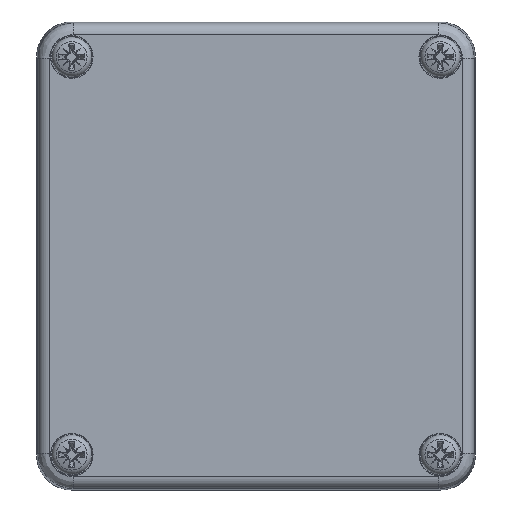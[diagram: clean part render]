
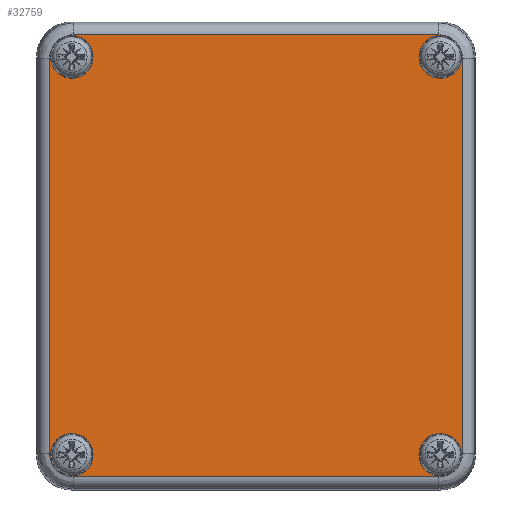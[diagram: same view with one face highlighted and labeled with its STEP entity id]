
A CAD part, top view. The second image highlights one B-rep face of the part: STEP entity #32759.
In plain terms, the highlighted face is planar.
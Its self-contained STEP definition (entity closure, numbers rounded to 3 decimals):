
#32234=CARTESIAN_POINT('',(-31.273,-37.773,-15.0));
#32235=VERTEX_POINT('',#32234);
#32243=CARTESIAN_POINT('',(31.273,-37.773,-15.0));
#32244=VERTEX_POINT('',#32243);
#32245=CARTESIAN_POINT('',(-31.273,-37.773,-15.0));
#32246=DIRECTION('',(1.0,0.0,0.0));
#32247=VECTOR('',#32246,62.547);
#32248=LINE('',#32245,#32247);
#32249=EDGE_CURVE('',#32235,#32244,#32248,.T.);
#32300=CARTESIAN_POINT('',(35.273,-33.773,-15.0));
#32301=VERTEX_POINT('',#32300);
#32319=CARTESIAN_POINT('',(31.272,-33.772,-15.0));
#32320=DIRECTION('',(0.0,0.0,1.0));
#32321=DIRECTION('',(0.707,-0.707,0.0));
#32322=AXIS2_PLACEMENT_3D('',#32319,#32320,#32321);
#32323=ELLIPSE('',#32322,4.001,4.);
#32324=EDGE_CURVE('',#32244,#32301,#32323,.T.);
#32334=CARTESIAN_POINT('',(35.273,33.773,-15.0));
#32335=VERTEX_POINT('',#32334);
#32352=CARTESIAN_POINT('',(35.273,-33.773,-15.0));
#32353=DIRECTION('',(0.0,1.0,0.0));
#32354=VECTOR('',#32353,67.547);
#32355=LINE('',#32352,#32354);
#32356=EDGE_CURVE('',#32301,#32335,#32355,.T.);
#32392=CARTESIAN_POINT('',(31.273,37.773,-15.0));
#32393=VERTEX_POINT('',#32392);
#32411=CARTESIAN_POINT('',(31.272,33.772,-15.0));
#32412=DIRECTION('',(0.0,0.0,1.0));
#32413=DIRECTION('',(0.707,0.707,0.0));
#32414=AXIS2_PLACEMENT_3D('',#32411,#32412,#32413);
#32415=ELLIPSE('',#32414,4.001,4.);
#32416=EDGE_CURVE('',#32335,#32393,#32415,.T.);
#32426=CARTESIAN_POINT('',(-31.273,37.773,-15.0));
#32427=VERTEX_POINT('',#32426);
#32444=CARTESIAN_POINT('',(31.273,37.773,-15.0));
#32445=DIRECTION('',(-1.0,0.0,0.0));
#32446=VECTOR('',#32445,62.547);
#32447=LINE('',#32444,#32446);
#32448=EDGE_CURVE('',#32393,#32427,#32447,.T.);
#32484=CARTESIAN_POINT('',(-35.273,33.773,-15.0));
#32485=VERTEX_POINT('',#32484);
#32503=CARTESIAN_POINT('',(-31.272,33.772,-15.0));
#32504=DIRECTION('',(0.0,0.0,1.0));
#32505=DIRECTION('',(-0.707,0.707,0.0));
#32506=AXIS2_PLACEMENT_3D('',#32503,#32504,#32505);
#32507=ELLIPSE('',#32506,4.001,4.);
#32508=EDGE_CURVE('',#32427,#32485,#32507,.T.);
#32518=CARTESIAN_POINT('',(-35.273,-33.773,-15.0));
#32519=VERTEX_POINT('',#32518);
#32536=CARTESIAN_POINT('',(-35.273,33.773,-15.0));
#32537=DIRECTION('',(0.0,-1.0,0.0));
#32538=VECTOR('',#32537,67.547);
#32539=LINE('',#32536,#32538);
#32540=EDGE_CURVE('',#32485,#32519,#32539,.T.);
#32585=CARTESIAN_POINT('',(-31.272,-33.772,-15.0));
#32586=DIRECTION('',(0.0,0.0,1.0));
#32587=DIRECTION('',(-0.707,-0.707,0.0));
#32588=AXIS2_PLACEMENT_3D('',#32585,#32586,#32587);
#32589=ELLIPSE('',#32588,4.001,4.);
#32590=EDGE_CURVE('',#32519,#32235,#32589,.T.);
#32700=CARTESIAN_POINT('',(0.,0.,-15.0));
#32701=DIRECTION('',(0.0,0.0,1.0));
#32702=DIRECTION('',(1.0,0.0,0.0));
#32703=AXIS2_PLACEMENT_3D('',#32700,#32701,#32702);
#32704=PLANE('',#32703);
#32705=ORIENTED_EDGE('',*,*,#32249,.F.);
#32706=ORIENTED_EDGE('',*,*,#32590,.F.);
#32707=ORIENTED_EDGE('',*,*,#32540,.F.);
#32708=ORIENTED_EDGE('',*,*,#32508,.F.);
#32709=ORIENTED_EDGE('',*,*,#32448,.F.);
#32710=ORIENTED_EDGE('',*,*,#32416,.F.);
#32711=ORIENTED_EDGE('',*,*,#32356,.F.);
#32712=ORIENTED_EDGE('',*,*,#32324,.F.);
#32713=EDGE_LOOP('',(#32705,#32706,#32707,#32708,#32709,#32710,#32711,#32712));
#32714=FACE_OUTER_BOUND('',#32713,.T.);
#32715=CARTESIAN_POINT('',(27.85,-34.,-15.0));
#32716=VERTEX_POINT('',#32715);
#32717=CARTESIAN_POINT('',(31.5,-34.,-15.0));
#32718=DIRECTION('',(0.0,0.0,1.0));
#32719=DIRECTION('',(1.0,0.0,0.0));
#32720=AXIS2_PLACEMENT_3D('',#32717,#32718,#32719);
#32721=CIRCLE('',#32720,3.65);
#32722=EDGE_CURVE('',#32716,#32716,#32721,.T.);
#32723=ORIENTED_EDGE('',*,*,#32722,.T.);
#32724=EDGE_LOOP('',(#32723));
#32725=FACE_BOUND('',#32724,.T.);
#32726=CARTESIAN_POINT('',(27.85,34.,-15.0));
#32727=VERTEX_POINT('',#32726);
#32728=CARTESIAN_POINT('',(31.5,34.,-15.0));
#32729=DIRECTION('',(0.0,0.0,1.0));
#32730=DIRECTION('',(1.0,0.0,0.0));
#32731=AXIS2_PLACEMENT_3D('',#32728,#32729,#32730);
#32732=CIRCLE('',#32731,3.65);
#32733=EDGE_CURVE('',#32727,#32727,#32732,.T.);
#32734=ORIENTED_EDGE('',*,*,#32733,.T.);
#32735=EDGE_LOOP('',(#32734));
#32736=FACE_BOUND('',#32735,.T.);
#32737=CARTESIAN_POINT('',(-35.15,-34.,-15.0));
#32738=VERTEX_POINT('',#32737);
#32739=CARTESIAN_POINT('',(-31.5,-34.,-15.0));
#32740=DIRECTION('',(0.0,0.0,1.0));
#32741=DIRECTION('',(1.0,0.0,0.0));
#32742=AXIS2_PLACEMENT_3D('',#32739,#32740,#32741);
#32743=CIRCLE('',#32742,3.65);
#32744=EDGE_CURVE('',#32738,#32738,#32743,.T.);
#32745=ORIENTED_EDGE('',*,*,#32744,.T.);
#32746=EDGE_LOOP('',(#32745));
#32747=FACE_BOUND('',#32746,.T.);
#32748=CARTESIAN_POINT('',(-35.15,34.,-15.0));
#32749=VERTEX_POINT('',#32748);
#32750=CARTESIAN_POINT('',(-31.5,34.,-15.0));
#32751=DIRECTION('',(0.0,0.0,1.0));
#32752=DIRECTION('',(1.0,0.0,0.0));
#32753=AXIS2_PLACEMENT_3D('',#32750,#32751,#32752);
#32754=CIRCLE('',#32753,3.65);
#32755=EDGE_CURVE('',#32749,#32749,#32754,.T.);
#32756=ORIENTED_EDGE('',*,*,#32755,.T.);
#32757=EDGE_LOOP('',(#32756));
#32758=FACE_BOUND('',#32757,.T.);
#32759=ADVANCED_FACE('',(#32714,#32725,#32736,#32747,#32758),#32704,.F.);
